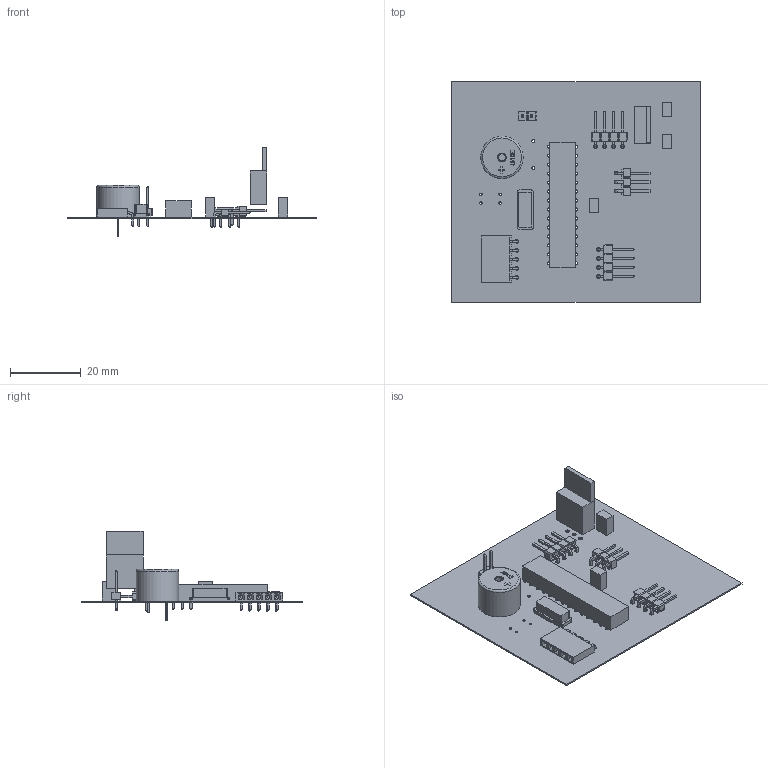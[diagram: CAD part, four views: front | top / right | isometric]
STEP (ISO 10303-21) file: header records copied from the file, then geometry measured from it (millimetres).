
FILE_DESCRIPTION(('Open CASCADE Model'),'2;1');
FILE_NAME('Open CASCADE Shape Model','2022-10-05T17:46:59',('Author'),( 'Open CASCADE'),'Open CASCADE STEP processor 6.8','Open CASCADE 6.8' ,'Unknown');
FILE_SCHEMA(('AUTOMOTIVE_DESIGN { 1 0 10303 214 1 1 1 1 }'));
Length unit declared in the file: millimetre
Products named in the file (45): PCB; Board; Open CASCADE STEP translator 6.8 1.1.1; Y1; 5943248672; Extruded; 5943248592; U2; 5943248432; U1; 6070272288; 6070272128; P3; MTSW-103-08-X-S-229-RA; P2; 61300411021; 6130xx11021_PIN; P1; LS1; Speak_TDK_SD1209T5-A1_eec; Body; Leads; Open CASCADE STEP translator 6.8 1.8.1.2.1; Open CASCADE STEP translator 6.8 1.8.1.2.2; Plus_Sign; TDK_Logo; J2; SSQ-105-02-X-S-RA; J1; Conn_SAMTEC_TSW-102-07-L-S_eec; TSW-102-07-L-S_body; T-1S6-07-TSW-1-07-2-S; Samtec; C5; 7706657728; C4; C3; C2; C1
Assembly tree (50 placements, depth 5):
  PCB
    Board
      Open CASCADE STEP translator 6.8 1.1.1
    Y1
      5943248672
        Extruded
      5943248592
        Extruded
    U2
      5943248432
        Extruded
    U1
      6070272288
        Extruded
      6070272128
        Extruded
    P3
      MTSW-103-08-X-S-229-RA
    P2
      61300411021
        6130xx11021_PIN  x4
        61300411021
    P1
      61300411021
        6130xx11021_PIN  x4
        61300411021
    LS1
      Speak_TDK_SD1209T5-A1_eec
        Body
        Leads
          Open CASCADE STEP translator 6.8 1.8.1.2.1
          Open CASCADE STEP translator 6.8 1.8.1.2.2
        Plus_Sign
        TDK_Logo
    J2
      SSQ-105-02-X-S-RA
    J1
      Conn_SAMTEC_TSW-102-07-L-S_eec
        TSW-102-07-L-S_body
        T-1S6-07-TSW-1-07-2-S
        Samtec
    C5
      7706657728
        Extruded
    C4
    C3
    C2
      7706657728
        Extruded
    C1
      7706657728
        Extruded
Bounding box: 70.36 x 62.48 x 25.2 mm (x, y, z)
Volume: 5317.7 mm3; surface area: 12984.6 mm2
Topology: 48 solids, 48 shells, 1729 faces, 4201 edges, 2575 vertices
Faces by surface type: plane 1035, cylinder 420, bspline 104, sphere 96, torus 74
Full cylindrical faces by diameter (mm): 0.7 x6, 0.75 x6, 0.85 x2, 0.9 x30, 1.02 x10, 1.1 x11, 2 x1, 12 x1
Entity records: 48132 total; most frequent: CARTESIAN_POINT 10407, DIRECTION 7458, ORIENTED_EDGE 7404, EDGE_CURVE 3702, LINE 2612, VECTOR 2612, AXIS2_PLACEMENT_3D 2423, VERTEX_POINT 2254
